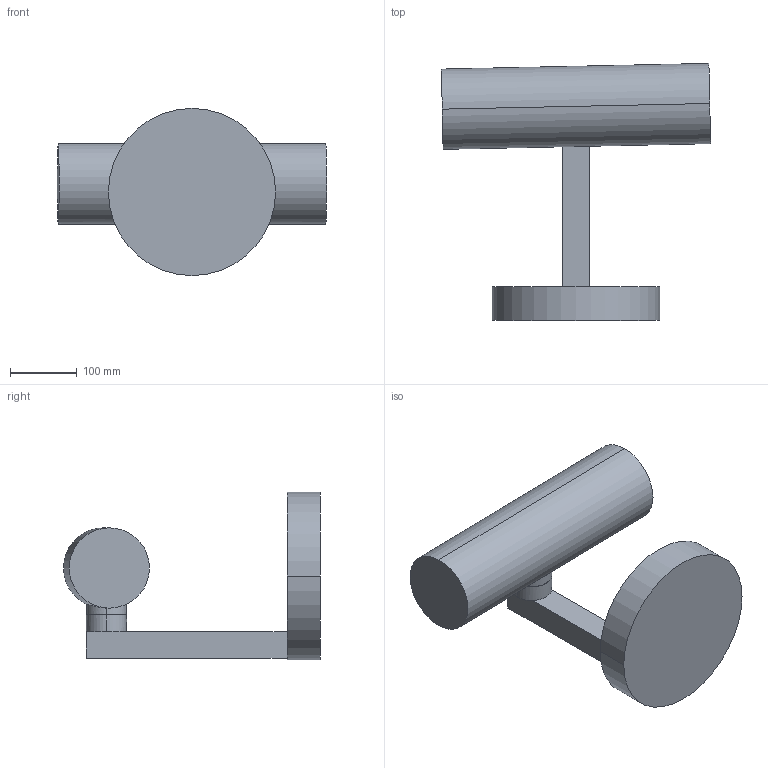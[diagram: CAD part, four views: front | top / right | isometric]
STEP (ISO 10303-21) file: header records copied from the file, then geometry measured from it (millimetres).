
FILE_DESCRIPTION((''),'2;1');
FILE_NAME('TELESCOPEASSEMBLY_ASM','2022-01-31T18:08:09',('romerovi'),(''),'CREO PARAMETRIC BY PTC INC, 2020281','CREO PARAMETRIC BY PTC INC, 2020281','');
FILE_SCHEMA(('CONFIG_CONTROL_DESIGN'));
Products named in the file (3): SUPPORT; OPTICALSYSTEM; TELESCOPEASSEMBLY_ASM
Assembly tree (2 placements, depth 2):
  TELESCOPEASSEMBLY_ASM
    SUPPORT
    OPTICALSYSTEM
Bounding box: 402.45 x 384.22 x 250 mm (x, y, z)
Volume: 7562363.3 mm3; surface area: 367817.3 mm2
Topology: 2 solids, 2 shells, 25 faces, 53 edges, 33 vertices
Faces by surface type: plane 17, cylinder 8
Entity records: 802 total; most frequent: CARTESIAN_POINT 164, DIRECTION 130, ORIENTED_EDGE 106, EDGE_CURVE 53, AXIS2_PLACEMENT_3D 51, VERTEX_POINT 33, VECTOR 28, LINE 28
